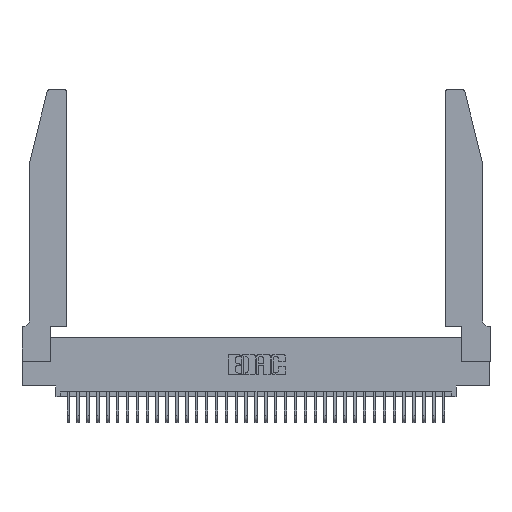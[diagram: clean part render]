
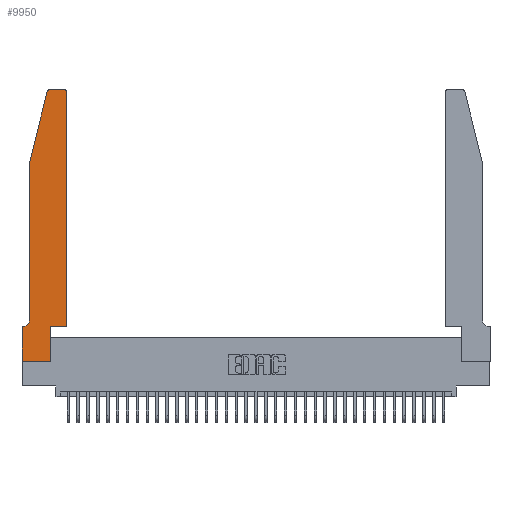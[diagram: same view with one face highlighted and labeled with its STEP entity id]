
A CAD part, top view. The second image highlights one B-rep face of the part: STEP entity #9950.
In plain terms, the highlighted planar face has unit normal (0, 0, 1).
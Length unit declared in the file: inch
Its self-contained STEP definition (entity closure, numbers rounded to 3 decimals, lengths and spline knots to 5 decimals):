
#71 = DIRECTION ( 'NONE',  ( -1., 0., 0. ) ) ;
#439 = DIRECTION ( 'NONE',  ( 0., 0., 1. ) ) ;
#1786 = CIRCLE ( 'NONE', #26535, 0.03 ) ;
#2782 = VERTEX_POINT ( 'NONE', #34026 ) ;
#2791 = VERTEX_POINT ( 'NONE', #28827 ) ;
#3109 = CARTESIAN_POINT ( 'NONE',  ( 0.4505, 0.35, 0.37 ) ) ;
#3125 = AXIS2_PLACEMENT_3D ( 'NONE', #31032, #14952, #33662 ) ;
#3219 = EDGE_CURVE ( 'NONE', #15329, #2791, #15370, .T. ) ;
#3268 = CARTESIAN_POINT ( 'NONE',  ( 0.0755, 2., 0.37 ) ) ;
#3505 = CARTESIAN_POINT ( 'NONE',  ( 0.284, 2.75, 0.37 ) ) ;
#3894 = ORIENTED_EDGE ( 'NONE', *, *, #32487, .T. ) ;
#4313 = CARTESIAN_POINT ( 'NONE',  ( 0.4505, 0.35, 0.37 ) ) ;
#4401 = VECTOR ( 'NONE', #71, 39.37008 ) ;
#4538 = CARTESIAN_POINT ( 'NONE',  ( 0.2865, 0.35, 0.37 ) ) ;
#6423 = CARTESIAN_POINT ( 'NONE',  ( 0.0755, 2., 0.37 ) ) ;
#6863 = VECTOR ( 'NONE', #22130, 39.37008 ) ;
#7253 = DIRECTION ( 'NONE',  ( 0., 1., 0. ) ) ;
#7624 = CARTESIAN_POINT ( 'NONE',  ( 0., 0., 0.37 ) ) ;
#8559 = VECTOR ( 'NONE', #20353, 39.37008 ) ;
#9408 = LINE ( 'NONE', #14950, #8559 ) ;
#9950 = ADVANCED_FACE ( 'NONE', ( #15619 ), #32602, .T. ) ;
#10208 = VERTEX_POINT ( 'NONE', #20798 ) ;
#10270 = ORIENTED_EDGE ( 'NONE', *, *, #17399, .T. ) ;
#10346 = DIRECTION ( 'NONE',  ( 1., 0., 0. ) ) ;
#10478 = LINE ( 'NONE', #3268, #17627 ) ;
#11073 = EDGE_CURVE ( 'NONE', #24607, #16026, #10478, .T. ) ;
#11171 = EDGE_LOOP ( 'NONE', ( #3894, #12599, #34342, #14172, #27129, #24734, #31077, #33865, #30464, #10270, #24048, #24363 ) ) ;
#12007 = DIRECTION ( 'NONE',  ( -1., 0., 0. ) ) ;
#12346 = DIRECTION ( 'NONE',  ( 0., 1., 0. ) ) ;
#12354 = CARTESIAN_POINT ( 'NONE',  ( 0.284, 2.72, 0.37 ) ) ;
#12559 = AXIS2_PLACEMENT_3D ( 'NONE', #13852, #439, #19257 ) ;
#12599 = ORIENTED_EDGE ( 'NONE', *, *, #17666, .T. ) ;
#12874 = DIRECTION ( 'NONE',  ( 0., 0., -1. ) ) ;
#13852 = CARTESIAN_POINT ( 'NONE',  ( 0., 0.35, 0.37 ) ) ;
#14172 = ORIENTED_EDGE ( 'NONE', *, *, #11073, .T. ) ;
#14353 = CARTESIAN_POINT ( 'NONE',  ( 0.0755, 2., 0.37 ) ) ;
#14371 = EDGE_CURVE ( 'NONE', #16026, #30002, #20583, .T. ) ;
#14793 = VECTOR ( 'NONE', #12007, 39.37008 ) ;
#14950 = CARTESIAN_POINT ( 'NONE',  ( 0., 0., 0.37 ) ) ;
#14952 = DIRECTION ( 'NONE',  ( 0., 0., 1. ) ) ;
#15064 = DIRECTION ( 'NONE',  ( 1., 0., 0. ) ) ;
#15207 = CARTESIAN_POINT ( 'NONE',  ( 0.2865, 0., 0.37 ) ) ;
#15329 = VERTEX_POINT ( 'NONE', #19996 ) ;
#15370 = CIRCLE ( 'NONE', #3125, 0.03 ) ;
#15619 = FACE_OUTER_BOUND ( 'NONE', #11171, .T. ) ;
#15890 = CARTESIAN_POINT ( 'NONE',  ( 0.2865, 0.35, 0.37 ) ) ;
#16026 = VERTEX_POINT ( 'NONE', #34442 ) ;
#16458 = AXIS2_PLACEMENT_3D ( 'NONE', #28971, #12874, #31642 ) ;
#17310 = VECTOR ( 'NONE', #12346, 39.37008 ) ;
#17399 = EDGE_CURVE ( 'NONE', #25540, #30975, #22033, .T. ) ;
#17627 = VECTOR ( 'NONE', #32881, 39.37008 ) ;
#17666 = EDGE_CURVE ( 'NONE', #20507, #10208, #1786, .T. ) ;
#19257 = DIRECTION ( 'NONE',  ( 1., 0., 0. ) ) ;
#19679 = LINE ( 'NONE', #14353, #33078 ) ;
#19762 = DIRECTION ( 'NONE',  ( -0.239, -0.971, 0. ) ) ;
#19996 = CARTESIAN_POINT ( 'NONE',  ( 0.4505, 2.72, 0.37 ) ) ;
#20098 = LINE ( 'NONE', #4538, #33463 ) ;
#20353 = DIRECTION ( 'NONE',  ( 0., -1., 0. ) ) ;
#20507 = VERTEX_POINT ( 'NONE', #3505 ) ;
#20583 = CIRCLE ( 'NONE', #16458, 0.07 ) ;
#20584 = LINE ( 'NONE', #7624, #33933 ) ;
#20673 = EDGE_CURVE ( 'NONE', #2782, #21233, #9408, .T. ) ;
#20798 = CARTESIAN_POINT ( 'NONE',  ( 0.25487, 2.72718, 0.37 ) ) ;
#21233 = VERTEX_POINT ( 'NONE', #23024 ) ;
#22033 = LINE ( 'NONE', #27385, #6863 ) ;
#22130 = DIRECTION ( 'NONE',  ( 1., 0., 0. ) ) ;
#23024 = CARTESIAN_POINT ( 'NONE',  ( 0., 0., 0.37 ) ) ;
#24048 = ORIENTED_EDGE ( 'NONE', *, *, #29057, .T. ) ;
#24363 = ORIENTED_EDGE ( 'NONE', *, *, #3219, .T. ) ;
#24607 = VERTEX_POINT ( 'NONE', #6423 ) ;
#24734 = ORIENTED_EDGE ( 'NONE', *, *, #26268, .T. ) ;
#25394 = CARTESIAN_POINT ( 'NONE',  ( 0.2605, 2.75, 0.37 ) ) ;
#25540 = VERTEX_POINT ( 'NONE', #15890 ) ;
#25886 = LINE ( 'NONE', #32250, #4401 ) ;
#26268 = EDGE_CURVE ( 'NONE', #30002, #2782, #25886, .T. ) ;
#26535 = AXIS2_PLACEMENT_3D ( 'NONE', #12354, #31143, #15064 ) ;
#27129 = ORIENTED_EDGE ( 'NONE', *, *, #14371, .T. ) ;
#27301 = CARTESIAN_POINT ( 'NONE',  ( 0.0055, 0.35, 0.37 ) ) ;
#27385 = CARTESIAN_POINT ( 'NONE',  ( 0.4505, 0.35, 0.37 ) ) ;
#28221 = LINE ( 'NONE', #25394, #14793 ) ;
#28827 = CARTESIAN_POINT ( 'NONE',  ( 0.4205, 2.75, 0.37 ) ) ;
#28971 = CARTESIAN_POINT ( 'NONE',  ( 0.0055, 0.42, 0.37 ) ) ;
#29057 = EDGE_CURVE ( 'NONE', #30975, #15329, #30776, .T. ) ;
#30002 = VERTEX_POINT ( 'NONE', #27301 ) ;
#30464 = ORIENTED_EDGE ( 'NONE', *, *, #34668, .T. ) ;
#30751 = EDGE_CURVE ( 'NONE', #21233, #34076, #20584, .T. ) ;
#30776 = LINE ( 'NONE', #4313, #17310 ) ;
#30975 = VERTEX_POINT ( 'NONE', #3109 ) ;
#31032 = CARTESIAN_POINT ( 'NONE',  ( 0.4205, 2.72, 0.37 ) ) ;
#31077 = ORIENTED_EDGE ( 'NONE', *, *, #20673, .T. ) ;
#31143 = DIRECTION ( 'NONE',  ( 0., 0., 1. ) ) ;
#31642 = DIRECTION ( 'NONE',  ( -1., 0., 0. ) ) ;
#32250 = CARTESIAN_POINT ( 'NONE',  ( 0.0755, 0.35, 0.37 ) ) ;
#32487 = EDGE_CURVE ( 'NONE', #2791, #20507, #28221, .T. ) ;
#32602 = PLANE ( 'NONE',  #12559 ) ;
#32881 = DIRECTION ( 'NONE',  ( 0., -1., 0. ) ) ;
#33078 = VECTOR ( 'NONE', #19762, 39.37008 ) ;
#33463 = VECTOR ( 'NONE', #7253, 39.37008 ) ;
#33662 = DIRECTION ( 'NONE',  ( 1., 0., 0. ) ) ;
#33865 = ORIENTED_EDGE ( 'NONE', *, *, #30751, .T. ) ;
#33933 = VECTOR ( 'NONE', #10346, 39.37008 ) ;
#34026 = CARTESIAN_POINT ( 'NONE',  ( 0., 0.35, 0.37 ) ) ;
#34076 = VERTEX_POINT ( 'NONE', #15207 ) ;
#34342 = ORIENTED_EDGE ( 'NONE', *, *, #34466, .T. ) ;
#34442 = CARTESIAN_POINT ( 'NONE',  ( 0.0755, 0.42, 0.37 ) ) ;
#34466 = EDGE_CURVE ( 'NONE', #10208, #24607, #19679, .T. ) ;
#34668 = EDGE_CURVE ( 'NONE', #34076, #25540, #20098, .T. ) ;
